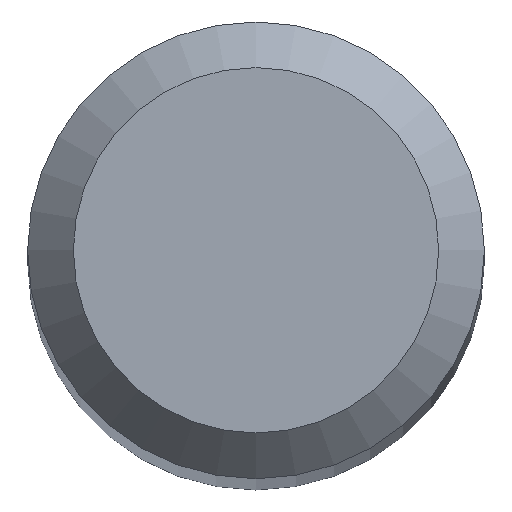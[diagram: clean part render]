
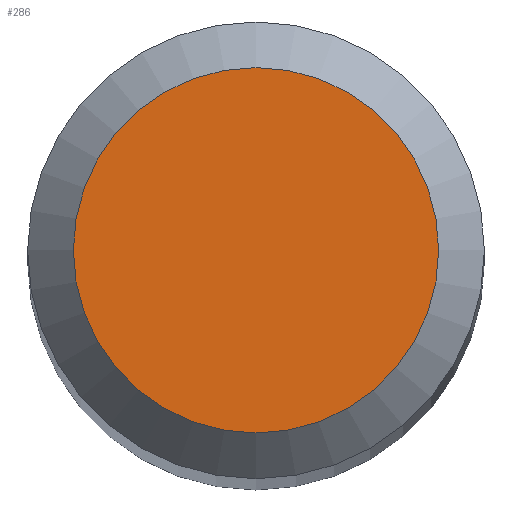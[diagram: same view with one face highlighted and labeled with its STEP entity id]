
A CAD part, top view. The second image highlights one B-rep face of the part: STEP entity #286.
In plain terms, the highlighted planar face has unit normal (0, 0, 1).
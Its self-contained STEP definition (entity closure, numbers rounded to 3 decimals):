
#15 = DIRECTION ( 'NONE',  ( 0., 1., 0. ) ) ;
#71 = DIRECTION ( 'NONE',  ( 0., 1., 0. ) ) ;
#109 = VERTEX_POINT ( 'NONE', #264 ) ;
#145 = CARTESIAN_POINT ( 'NONE',  ( 0., 0., 46. ) ) ;
#168 = CARTESIAN_POINT ( 'NONE',  ( 0., 0., 46. ) ) ;
#177 = EDGE_CURVE ( 'NONE', #109, #109, #266, .T. ) ;
#182 = DIRECTION ( 'NONE',  ( 0., 0., -1. ) ) ;
#187 = AXIS2_PLACEMENT_3D ( 'NONE', #168, #182, #15 ) ;
#192 = FACE_OUTER_BOUND ( 'NONE', #257, .T. ) ;
#209 = DIRECTION ( 'NONE',  ( 0., 0., -1. ) ) ;
#212 = ORIENTED_EDGE ( 'NONE', *, *, #177, .F. ) ;
#256 = AXIS2_PLACEMENT_3D ( 'NONE', #145, #209, #71 ) ;
#257 = EDGE_LOOP ( 'NONE', ( #212 ) ) ;
#264 = CARTESIAN_POINT ( 'NONE',  ( 0., 1.2, 46. ) ) ;
#266 = CIRCLE ( 'NONE', #256, 1.2 ) ;
#278 = PLANE ( 'NONE',  #187 ) ;
#286 = ADVANCED_FACE ( 'NONE', ( #192 ), #278, .F. ) ;
